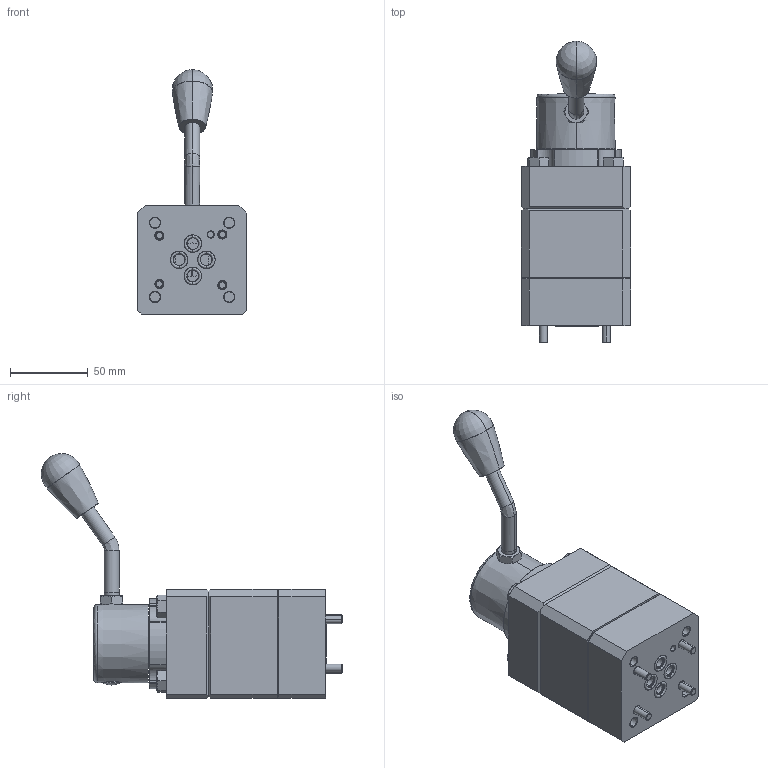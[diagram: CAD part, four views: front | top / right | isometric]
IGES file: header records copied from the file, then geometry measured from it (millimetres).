
Start section: SolidWorks IGES file using analytic representation for surfaces
Global section: file name:ECA'C PORT 280 SERIES VALVE WITH 280 CETOP3 ADAPTOR PLATE KIT.IGS; native system: SolidWorks 2014; preprocessor: SolidWorks 2014; author: pcw; date: 150720.132930; units: millimetre
Bounding box: 70.15 x 193.4 x 157.09 mm (x, y, z)
Surface area: 65093.2 mm2 (no closed solid volume)
Topology: 0 solids, 0 shells, 279 faces, 3749 edges, 3747 vertices
Faces by surface type: revolution 150, bspline 129
